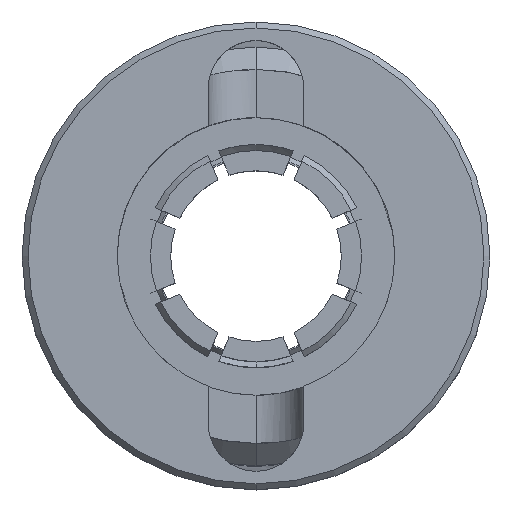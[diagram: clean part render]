
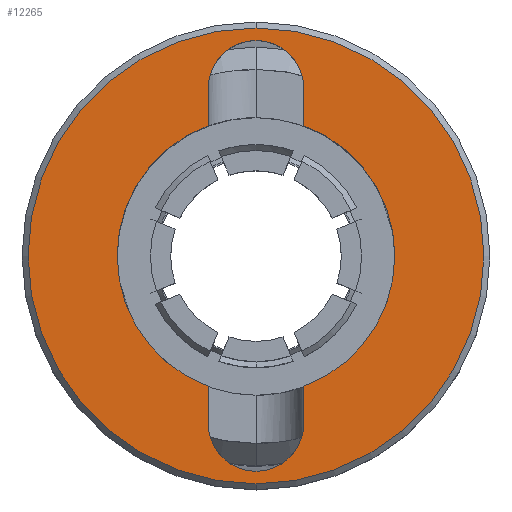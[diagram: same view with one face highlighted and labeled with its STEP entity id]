
A CAD part, top view. The second image highlights one B-rep face of the part: STEP entity #12265.
In plain terms, the highlighted planar face has unit normal (0, 0, 1).
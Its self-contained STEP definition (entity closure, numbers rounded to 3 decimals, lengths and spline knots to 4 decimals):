
#924 = LINE ( 'NONE', #139831, #143502 ) ;
#1729 = EDGE_CURVE ( 'NONE', #104793, #129323, #41477, .T. ) ;
#6063 = CARTESIAN_POINT ( 'NONE',  ( 0., 2.32, 20.45 ) ) ;
#8744 = ORIENTED_EDGE ( 'NONE', *, *, #46325, .F. ) ;
#12265 = ADVANCED_FACE ( 'NONE', ( #172873, #47487 ), #129613, .T. ) ;
#13052 = VERTEX_POINT ( 'NONE', #48625 ) ;
#15656 = AXIS2_PLACEMENT_3D ( 'NONE', #35844, #46666, #145959 ) ;
#16859 = CARTESIAN_POINT ( 'NONE',  ( 0., 2.8, 20.45 ) ) ;
#18753 = DIRECTION ( 'NONE',  ( 0., 0., 1. ) ) ;
#18808 = DIRECTION ( 'NONE',  ( 0., -1., 0. ) ) ;
#21464 = CIRCLE ( 'NONE', #15656, 0.8 ) ;
#23739 = ORIENTED_EDGE ( 'NONE', *, *, #129907, .F. ) ;
#24200 = EDGE_LOOP ( 'NONE', ( #87967, #96931 ) ) ;
#24238 = CARTESIAN_POINT ( 'NONE',  ( 0., 3.81, 20.45 ) ) ;
#25644 = EDGE_LOOP ( 'NONE', ( #149362, #137888, #23739, #174433, #47109, #143965, #8744, #28056 ) ) ;
#28056 = ORIENTED_EDGE ( 'NONE', *, *, #101231, .F. ) ;
#29960 = LINE ( 'NONE', #125568, #45315 ) ;
#32387 = CARTESIAN_POINT ( 'NONE',  ( 0.8, -2.1777, 20.45 ) ) ;
#34454 = DIRECTION ( 'NONE',  ( 0., 0., -1. ) ) ;
#35844 = CARTESIAN_POINT ( 'NONE',  ( 0., -2.8, 20.45 ) ) ;
#36668 = AXIS2_PLACEMENT_3D ( 'NONE', #6063, #88911, #60997 ) ;
#37288 = VERTEX_POINT ( 'NONE', #136512 ) ;
#39213 = VERTEX_POINT ( 'NONE', #173660 ) ;
#40463 = CARTESIAN_POINT ( 'NONE',  ( -0.8, -2.8, 20.45 ) ) ;
#41477 = CIRCLE ( 'NONE', #47253, 3.81 ) ;
#44912 = CARTESIAN_POINT ( 'NONE',  ( 0., 0., 20.45 ) ) ;
#45315 = VECTOR ( 'NONE', #52826, 1000. ) ;
#45660 = DIRECTION ( 'NONE',  ( 0., 0., 1. ) ) ;
#45685 = VECTOR ( 'NONE', #174044, 1000. ) ;
#46325 = EDGE_CURVE ( 'NONE', #37288, #13052, #66575, .T. ) ;
#46666 = DIRECTION ( 'NONE',  ( 0., 0., 1. ) ) ;
#47109 = ORIENTED_EDGE ( 'NONE', *, *, #130247, .F. ) ;
#47253 = AXIS2_PLACEMENT_3D ( 'NONE', #172897, #18753, #117822 ) ;
#47487 = FACE_BOUND ( 'NONE', #25644, .T. ) ;
#48625 = CARTESIAN_POINT ( 'NONE',  ( -0.8, 2.1777, 20.45 ) ) ;
#49677 = VERTEX_POINT ( 'NONE', #109088 ) ;
#51360 = LINE ( 'NONE', #63940, #92169 ) ;
#52826 = DIRECTION ( 'NONE',  ( 0., 1., 0. ) ) ;
#58804 = CARTESIAN_POINT ( 'NONE',  ( 0., 0., 20.45 ) ) ;
#59162 = VERTEX_POINT ( 'NONE', #161497 ) ;
#60997 = DIRECTION ( 'NONE',  ( 0., -1., 0. ) ) ;
#61086 = DIRECTION ( 'NONE',  ( 0., 0., 1. ) ) ;
#62525 = EDGE_CURVE ( 'NONE', #131152, #49677, #51360, .T. ) ;
#63248 = AXIS2_PLACEMENT_3D ( 'NONE', #178556, #154171, #85473 ) ;
#63940 = CARTESIAN_POINT ( 'NONE',  ( 0.8, 2.32, 20.45 ) ) ;
#66575 = LINE ( 'NONE', #40463, #45685 ) ;
#66834 = CIRCLE ( 'NONE', #161932, 0.8 ) ;
#71694 = CARTESIAN_POINT ( 'NONE',  ( -0.8, -2.1777, 20.45 ) ) ;
#71756 = DIRECTION ( 'NONE',  ( 1., 0., 0. ) ) ;
#75173 = CARTESIAN_POINT ( 'NONE',  ( 0.8, 2.1777, 20.45 ) ) ;
#81474 = EDGE_CURVE ( 'NONE', #129323, #104793, #169491, .T. ) ;
#85473 = DIRECTION ( 'NONE',  ( 0., 1., 0. ) ) ;
#85805 = DIRECTION ( 'NONE',  ( 0., 1., 0. ) ) ;
#87967 = ORIENTED_EDGE ( 'NONE', *, *, #81474, .T. ) ;
#88911 = DIRECTION ( 'NONE',  ( 0., 0., 1. ) ) ;
#88923 = EDGE_CURVE ( 'NONE', #131152, #101882, #115120, .T. ) ;
#92169 = VECTOR ( 'NONE', #106367, 1000. ) ;
#96931 = ORIENTED_EDGE ( 'NONE', *, *, #1729, .T. ) ;
#101231 = EDGE_CURVE ( 'NONE', #49677, #37288, #66834, .T. ) ;
#101882 = VERTEX_POINT ( 'NONE', #32387 ) ;
#104527 = EDGE_CURVE ( 'NONE', #39213, #59162, #21464, .T. ) ;
#104793 = VERTEX_POINT ( 'NONE', #166534 ) ;
#104808 = VERTEX_POINT ( 'NONE', #71694 ) ;
#106367 = DIRECTION ( 'NONE',  ( 0., 1., 0. ) ) ;
#109088 = CARTESIAN_POINT ( 'NONE',  ( 0.8, 2.8, 20.45 ) ) ;
#115120 = CIRCLE ( 'NONE', #63248, 2.32 ) ;
#117822 = DIRECTION ( 'NONE',  ( 0., -1., 0. ) ) ;
#125568 = CARTESIAN_POINT ( 'NONE',  ( 0.8, -2.8, 20.45 ) ) ;
#126243 = DIRECTION ( 'NONE',  ( 0., -1., 0. ) ) ;
#127046 = EDGE_CURVE ( 'NONE', #104808, #13052, #157238, .T. ) ;
#129323 = VERTEX_POINT ( 'NONE', #24238 ) ;
#129613 = PLANE ( 'NONE',  #36668 ) ;
#129907 = EDGE_CURVE ( 'NONE', #59162, #101882, #29960, .T. ) ;
#130247 = EDGE_CURVE ( 'NONE', #104808, #39213, #924, .T. ) ;
#131152 = VERTEX_POINT ( 'NONE', #75173 ) ;
#136512 = CARTESIAN_POINT ( 'NONE',  ( -0.8, 2.8, 20.45 ) ) ;
#137888 = ORIENTED_EDGE ( 'NONE', *, *, #88923, .T. ) ;
#137970 = AXIS2_PLACEMENT_3D ( 'NONE', #44912, #61086, #18808 ) ;
#139831 = CARTESIAN_POINT ( 'NONE',  ( -0.8, 2.32, 20.45 ) ) ;
#143502 = VECTOR ( 'NONE', #126243, 1000. ) ;
#143965 = ORIENTED_EDGE ( 'NONE', *, *, #127046, .T. ) ;
#145794 = AXIS2_PLACEMENT_3D ( 'NONE', #58804, #34454, #85805 ) ;
#145959 = DIRECTION ( 'NONE',  ( 1., 0., 0. ) ) ;
#149362 = ORIENTED_EDGE ( 'NONE', *, *, #62525, .F. ) ;
#154171 = DIRECTION ( 'NONE',  ( 0., 0., -1. ) ) ;
#157238 = CIRCLE ( 'NONE', #145794, 2.32 ) ;
#161497 = CARTESIAN_POINT ( 'NONE',  ( 0.8, -2.8, 20.45 ) ) ;
#161932 = AXIS2_PLACEMENT_3D ( 'NONE', #16859, #45660, #71756 ) ;
#166534 = CARTESIAN_POINT ( 'NONE',  ( 0., -3.81, 20.45 ) ) ;
#169491 = CIRCLE ( 'NONE', #137970, 3.81 ) ;
#172873 = FACE_OUTER_BOUND ( 'NONE', #24200, .T. ) ;
#172897 = CARTESIAN_POINT ( 'NONE',  ( 0., 0., 20.45 ) ) ;
#173660 = CARTESIAN_POINT ( 'NONE',  ( -0.8, -2.8, 20.45 ) ) ;
#174044 = DIRECTION ( 'NONE',  ( 0., -1., 0. ) ) ;
#174433 = ORIENTED_EDGE ( 'NONE', *, *, #104527, .F. ) ;
#178556 = CARTESIAN_POINT ( 'NONE',  ( 0., 0., 20.45 ) ) ;
